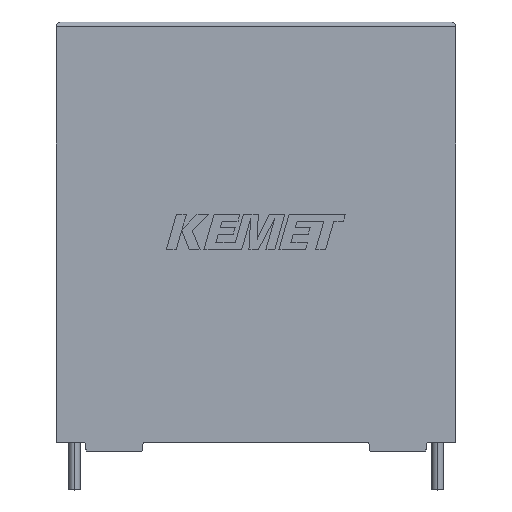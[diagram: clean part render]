
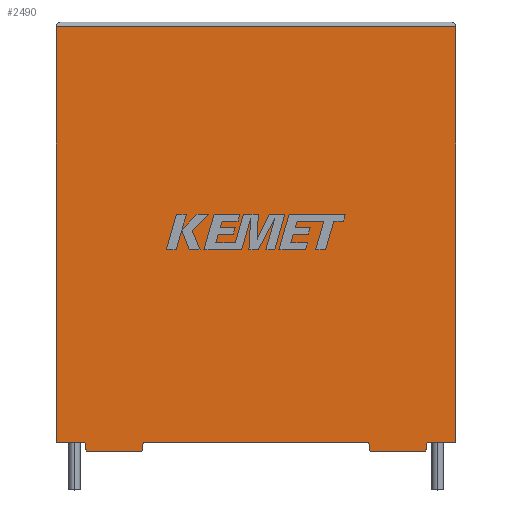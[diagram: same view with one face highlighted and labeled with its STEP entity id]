
A CAD part, top view. The second image highlights one B-rep face of the part: STEP entity #2490.
In plain terms, the highlighted planar face has unit normal (0, 0, 1).
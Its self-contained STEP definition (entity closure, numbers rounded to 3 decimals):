
#22 = VERTEX_POINT ( 'NONE', #2062 ) ;
#52 = ORIENTED_EDGE ( 'NONE', *, *, #2606, .T. ) ;
#68 = ORIENTED_EDGE ( 'NONE', *, *, #1162, .T. ) ;
#70 = DIRECTION ( 'NONE',  ( 1., 0., 0. ) ) ;
#75 = DIRECTION ( 'NONE',  ( -1., 0., 0. ) ) ;
#152 = CARTESIAN_POINT ( 'NONE',  ( 3.124, -0.886, 29.3 ) ) ;
#155 = EDGE_CURVE ( 'NONE', #1152, #216, #2239, .T. ) ;
#176 = LINE ( 'NONE', #432, #2885 ) ;
#190 = VECTOR ( 'NONE', #1182, 1000. ) ;
#216 = VERTEX_POINT ( 'NONE', #309 ) ;
#230 = AXIS2_PLACEMENT_3D ( 'NONE', #1999, #1739, #465 ) ;
#239 = VERTEX_POINT ( 'NONE', #1381 ) ;
#272 = VECTOR ( 'NONE', #2530, 1000. ) ;
#297 = VECTOR ( 'NONE', #2231, 1000. ) ;
#304 = CARTESIAN_POINT ( 'NONE',  ( 38.326, 0., 29.3 ) ) ;
#309 = CARTESIAN_POINT ( 'NONE',  ( 32.285, 0., 29.3 ) ) ;
#323 = VERTEX_POINT ( 'NONE', #2187 ) ;
#432 = CARTESIAN_POINT ( 'NONE',  ( 0., 0., 29.3 ) ) ;
#449 = ORIENTED_EDGE ( 'NONE', *, *, #155, .F. ) ;
#451 = VERTEX_POINT ( 'NONE', #3197 ) ;
#462 = LINE ( 'NONE', #782, #942 ) ;
#465 = DIRECTION ( 'NONE',  ( -1., 0., 0. ) ) ;
#501 = CARTESIAN_POINT ( 'NONE',  ( 32.435, -0.886, 29.3 ) ) ;
#622 = DIRECTION ( 'NONE',  ( -0.167, -0.986, 0. ) ) ;
#638 = ORIENTED_EDGE ( 'NONE', *, *, #720, .F. ) ;
#682 = EDGE_CURVE ( 'NONE', #323, #2756, #462, .T. ) ;
#706 = CARTESIAN_POINT ( 'NONE',  ( 2.974, 0., 29.3 ) ) ;
#711 = LINE ( 'NONE', #304, #1145 ) ;
#714 = DIRECTION ( 'NONE',  ( 0., 1., 0. ) ) ;
#720 = EDGE_CURVE ( 'NONE', #1168, #1152, #2441, .T. ) ;
#782 = CARTESIAN_POINT ( 'NONE',  ( 0., 0., 29.3 ) ) ;
#804 = CARTESIAN_POINT ( 'NONE',  ( 38.176, -0.886, 29.3 ) ) ;
#830 = CARTESIAN_POINT ( 'NONE',  ( 38.176, -0.886, 29.3 ) ) ;
#848 = CARTESIAN_POINT ( 'NONE',  ( 41.3, 0., 29.3 ) ) ;
#856 = VECTOR ( 'NONE', #1919, 1000. ) ;
#899 = LINE ( 'NONE', #3052, #3241 ) ;
#901 = VECTOR ( 'NONE', #2779, 1000. ) ;
#920 = DIRECTION ( 'NONE',  ( 1., 0., 0. ) ) ;
#923 = ORIENTED_EDGE ( 'NONE', *, *, #1083, .T. ) ;
#942 = VECTOR ( 'NONE', #70, 1000. ) ;
#1083 = EDGE_CURVE ( 'NONE', #1986, #451, #2582, .T. ) ;
#1145 = VECTOR ( 'NONE', #622, 1000. ) ;
#1152 = VERTEX_POINT ( 'NONE', #1326 ) ;
#1156 = ORIENTED_EDGE ( 'NONE', *, *, #1416, .T. ) ;
#1162 = EDGE_CURVE ( 'NONE', #2338, #239, #899, .T. ) ;
#1168 = VERTEX_POINT ( 'NONE', #804 ) ;
#1182 = DIRECTION ( 'NONE',  ( 1., 0., 0. ) ) ;
#1193 = VERTEX_POINT ( 'NONE', #2319 ) ;
#1237 = ORIENTED_EDGE ( 'NONE', *, *, #1434, .T. ) ;
#1256 = CARTESIAN_POINT ( 'NONE',  ( 8.864, -0.886, 29.3 ) ) ;
#1326 = CARTESIAN_POINT ( 'NONE',  ( 32.435, -0.886, 29.3 ) ) ;
#1327 = VECTOR ( 'NONE', #2346, 1000. ) ;
#1378 = ORIENTED_EDGE ( 'NONE', *, *, #3045, .T. ) ;
#1381 = CARTESIAN_POINT ( 'NONE',  ( 0., 42.914, 29.3 ) ) ;
#1416 = EDGE_CURVE ( 'NONE', #451, #22, #2663, .T. ) ;
#1430 = ORIENTED_EDGE ( 'NONE', *, *, #682, .T. ) ;
#1434 = EDGE_CURVE ( 'NONE', #1616, #216, #176, .T. ) ;
#1538 = EDGE_CURVE ( 'NONE', #239, #1193, #2732, .T. ) ;
#1609 = ORIENTED_EDGE ( 'NONE', *, *, #3024, .T. ) ;
#1616 = VERTEX_POINT ( 'NONE', #1736 ) ;
#1736 = CARTESIAN_POINT ( 'NONE',  ( 9.015, 0., 29.3 ) ) ;
#1739 = DIRECTION ( 'NONE',  ( 0., 0., -1. ) ) ;
#1800 = ORIENTED_EDGE ( 'NONE', *, *, #1538, .T. ) ;
#1919 = DIRECTION ( 'NONE',  ( 1., 0., 0. ) ) ;
#1978 = CARTESIAN_POINT ( 'NONE',  ( 0., 0., 29.3 ) ) ;
#1982 = CARTESIAN_POINT ( 'NONE',  ( 41.3, 0., 29.3 ) ) ;
#1986 = VERTEX_POINT ( 'NONE', #706 ) ;
#1999 = CARTESIAN_POINT ( 'NONE',  ( 0., 0., 29.3 ) ) ;
#2017 = LINE ( 'NONE', #1982, #2368 ) ;
#2062 = CARTESIAN_POINT ( 'NONE',  ( 8.864, -0.886, 29.3 ) ) ;
#2175 = VECTOR ( 'NONE', #2260, 1000. ) ;
#2187 = CARTESIAN_POINT ( 'NONE',  ( 38.326, 0., 29.3 ) ) ;
#2194 = CARTESIAN_POINT ( 'NONE',  ( 41.3, 42.914, 29.3 ) ) ;
#2231 = DIRECTION ( 'NONE',  ( 0., -1., 0. ) ) ;
#2239 = LINE ( 'NONE', #501, #1327 ) ;
#2244 = EDGE_CURVE ( 'NONE', #323, #1168, #711, .T. ) ;
#2260 = DIRECTION ( 'NONE',  ( 0.167, -0.986, 0. ) ) ;
#2319 = CARTESIAN_POINT ( 'NONE',  ( 0., 0., 29.3 ) ) ;
#2334 = FACE_OUTER_BOUND ( 'NONE', #3143, .T. ) ;
#2338 = VERTEX_POINT ( 'NONE', #2194 ) ;
#2346 = DIRECTION ( 'NONE',  ( -0.167, 0.986, 0. ) ) ;
#2368 = VECTOR ( 'NONE', #714, 1000. ) ;
#2441 = LINE ( 'NONE', #830, #901 ) ;
#2490 = ADVANCED_FACE ( 'NONE', ( #2334 ), #3202, .F. ) ;
#2507 = CARTESIAN_POINT ( 'NONE',  ( 2.974, 0., 29.3 ) ) ;
#2530 = DIRECTION ( 'NONE',  ( 0.167, 0.986, 0. ) ) ;
#2582 = LINE ( 'NONE', #2507, #2175 ) ;
#2606 = EDGE_CURVE ( 'NONE', #22, #1616, #2899, .T. ) ;
#2663 = LINE ( 'NONE', #152, #856 ) ;
#2685 = CARTESIAN_POINT ( 'NONE',  ( 0., 0., 29.3 ) ) ;
#2732 = LINE ( 'NONE', #1978, #297 ) ;
#2756 = VERTEX_POINT ( 'NONE', #848 ) ;
#2779 = DIRECTION ( 'NONE',  ( -1., 0., 0. ) ) ;
#2885 = VECTOR ( 'NONE', #920, 1000. ) ;
#2899 = LINE ( 'NONE', #1256, #272 ) ;
#3024 = EDGE_CURVE ( 'NONE', #1193, #1986, #3167, .T. ) ;
#3045 = EDGE_CURVE ( 'NONE', #2756, #2338, #2017, .T. ) ;
#3052 = CARTESIAN_POINT ( 'NONE',  ( 0., 42.914, 29.3 ) ) ;
#3143 = EDGE_LOOP ( 'NONE', ( #1378, #68, #1800, #1609, #923, #1156, #52, #1237, #449, #638, #3176, #1430 ) ) ;
#3167 = LINE ( 'NONE', #2685, #190 ) ;
#3176 = ORIENTED_EDGE ( 'NONE', *, *, #2244, .F. ) ;
#3197 = CARTESIAN_POINT ( 'NONE',  ( 3.124, -0.886, 29.3 ) ) ;
#3202 = PLANE ( 'NONE',  #230 ) ;
#3241 = VECTOR ( 'NONE', #75, 1000. ) ;
